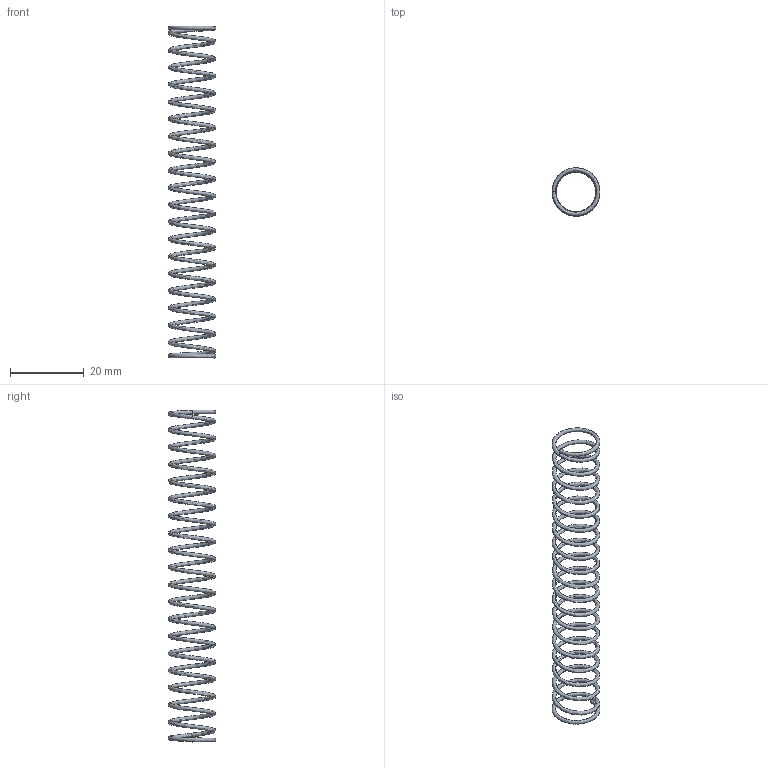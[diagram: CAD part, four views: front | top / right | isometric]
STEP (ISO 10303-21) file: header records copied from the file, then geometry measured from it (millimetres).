
FILE_DESCRIPTION(('STEP AP214'),'1');
FILE_NAME('WR13-90.stp','2019-06-06T11:13:21',(' '),(' '),'Spatial InterOp 3D',' ',' ');
FILE_SCHEMA(('AUTOMOTIVE_DESIGN { 1 0 10303 214 1 1 1 1 }'));
Length unit declared in the file: millimetre
Products named in the file (1): WR13-90_1
Bounding box: 13 x 13 x 90 mm (x, y, z)
Volume: 610.9 mm3; surface area: 2445.9 mm2
Topology: 1 solids, 1 shells, 5 faces, 7 edges, 4 vertices
Faces by surface type: bspline 3, plane 2
Entity records: 31697 total; most frequent: CARTESIAN_POINT 31556, DIRECTION 14, ORIENTED_EDGE 14, AXIS2_PLACEMENT_3D 7, EDGE_CURVE 7, STYLED_ITEM 6, PRESENTATION_STYLE_ASSIGNMENT 6, SURFACE_STYLE_USAGE 6
